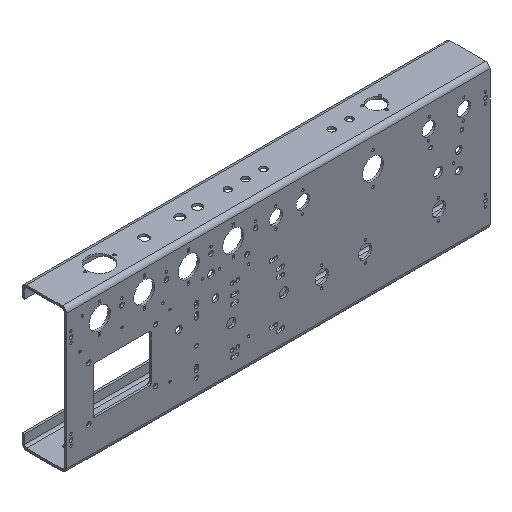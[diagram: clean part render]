
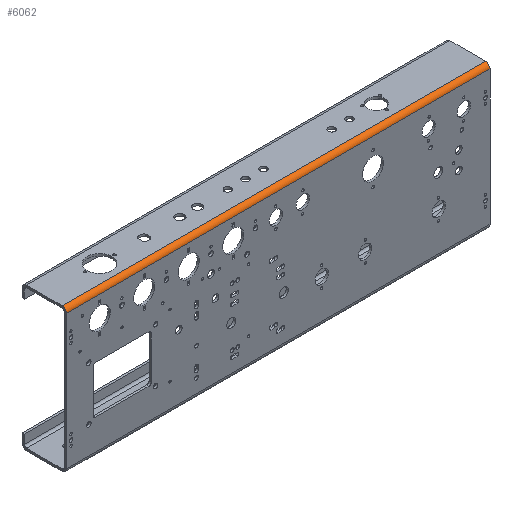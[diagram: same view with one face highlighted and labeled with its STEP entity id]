
A CAD part, isometric view. The second image highlights one B-rep face of the part: STEP entity #6062.
In plain terms, the highlighted cylindrical face has radius 6.35 mm (diameter 12.7 mm), a partial arc.
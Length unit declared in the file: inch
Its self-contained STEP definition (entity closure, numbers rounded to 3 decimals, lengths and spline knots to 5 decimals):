
#509=CIRCLE('',#6593,0.25);
#510=CIRCLE('',#6594,0.25);
#695=CYLINDRICAL_SURFACE('',#6592,0.25);
#924=FACE_OUTER_BOUND('',#1393,.T.);
#1393=EDGE_LOOP('',(#4745,#4746,#4747,#4748));
#1849=LINE('',#9144,#2343);
#1939=LINE('',#9641,#2433);
#2343=VECTOR('',#7319,0.3937);
#2433=VECTOR('',#7751,0.3937);
#2827=VERTEX_POINT('',#9136);
#2829=VERTEX_POINT('',#9142);
#3039=VERTEX_POINT('',#9581);
#3065=VERTEX_POINT('',#9637);
#3453=EDGE_CURVE('',#2829,#2827,#1849,.T.);
#3701=EDGE_CURVE('',#3039,#3065,#1939,.T.);
#3702=EDGE_CURVE('',#2827,#3039,#509,.T.);
#3703=EDGE_CURVE('',#3065,#2829,#510,.T.);
#4745=ORIENTED_EDGE('',*,*,#3701,.F.);
#4746=ORIENTED_EDGE('',*,*,#3702,.F.);
#4747=ORIENTED_EDGE('',*,*,#3453,.F.);
#4748=ORIENTED_EDGE('',*,*,#3703,.F.);
#6062=ADVANCED_FACE('',(#924),#695,.T.);
#6592=AXIS2_PLACEMENT_3D('',#9640,#7749,#7750);
#6593=AXIS2_PLACEMENT_3D('',#9642,#7752,#7753);
#6594=AXIS2_PLACEMENT_3D('',#9643,#7754,#7755);
#7319=DIRECTION('',(-1.,0.,0.));
#7749=DIRECTION('center_axis',(-1.,0.,0.));
#7750=DIRECTION('ref_axis',(0.,-1.,0.));
#7751=DIRECTION('',(1.,0.,0.));
#7752=DIRECTION('center_axis',(-1.,0.,0.));
#7753=DIRECTION('ref_axis',(0.,-1.,0.));
#7754=DIRECTION('center_axis',(1.,0.,0.));
#7755=DIRECTION('ref_axis',(0.,0.,1.));
#9136=CARTESIAN_POINT('',(0.,0.,-0.25));
#9142=CARTESIAN_POINT('',(23.75,0.,-0.25));
#9144=CARTESIAN_POINT('',(17.8125,0.,-0.25));
#9581=CARTESIAN_POINT('',(0.,0.25,0.));
#9637=CARTESIAN_POINT('',(23.75,0.25,0.));
#9640=CARTESIAN_POINT('Origin',(11.875,0.25,-0.25));
#9641=CARTESIAN_POINT('',(11.875,0.25,0.));
#9642=CARTESIAN_POINT('Origin',(0.,0.25,-0.25));
#9643=CARTESIAN_POINT('Origin',(23.75,0.25,-0.25));
